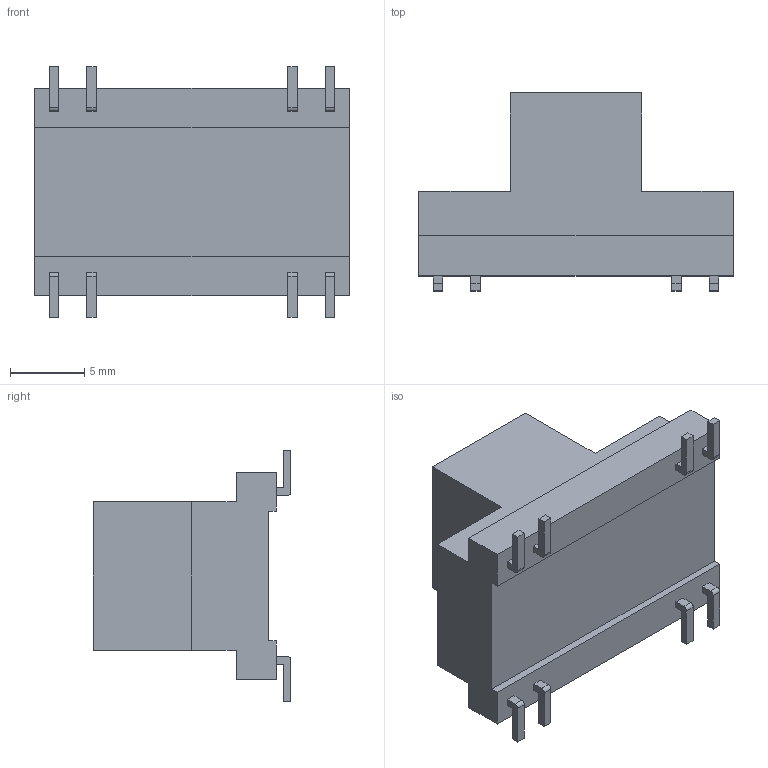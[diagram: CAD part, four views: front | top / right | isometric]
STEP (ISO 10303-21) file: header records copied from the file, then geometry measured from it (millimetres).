
FILE_DESCRIPTION(/* description */ ('STEP AP242','CAx-IF Rec.Pracs.---Representation and Presentation of Product Manufacturing Information (PMI)---4.0---2014-10-13','CAx-IF Rec.Pracs.---3D Tessellated Geometry---0.4---2014-09-14','2;1'),/* implementation_level */ '2;1');
FILE_NAME(/* name */ '680ee2fec52e8d23f20001bc',/* time_stamp */ '2025-04-28T02:07:58Z',/* author */ (''),/* organization */ (''),/* preprocessor_version */ 'ST-DEVELOPER v20',/* originating_system */ 'ONSHAPE BY PTC INC, 1.197',/* authorisation */ ' ');
FILE_SCHEMA (('AP242_MANAGED_MODEL_BASED_3D_ENGINEERING_MIM_LF { 1 0 10303 442 1 1 4 }'));
Length unit declared in the file: metre
Products named in the file (1): DP9900
Bounding box: 21.19 x 13.35 x 16.92 mm (x, y, z)
Volume: 1944 mm3; surface area: 1297.6 mm2
Topology: 1 solids, 1 shells, 82 faces, 216 edges, 144 vertices
Faces by surface type: plane 74, cylinder 8
Entity records: 2518 total; most frequent: CARTESIAN_POINT 443, ORIENTED_EDGE 432, DIRECTION 398, EDGE_CURVE 216, LINE 200, VECTOR 200, VERTEX_POINT 144, AXIS2_PLACEMENT_3D 99
